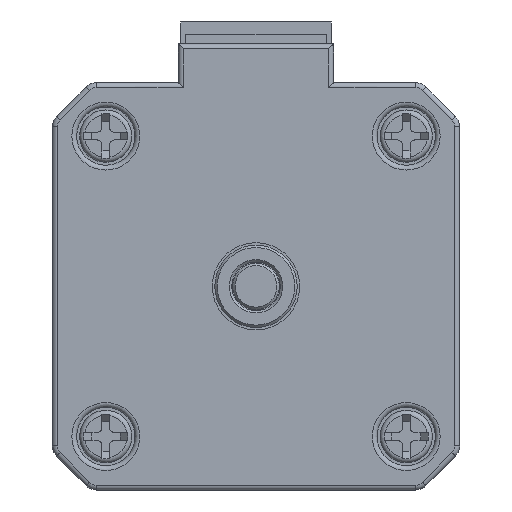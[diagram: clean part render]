
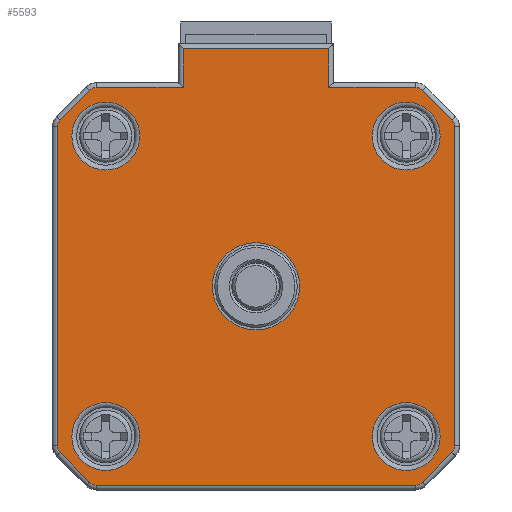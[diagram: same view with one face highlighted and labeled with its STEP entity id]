
A CAD part, front view. The second image highlights one B-rep face of the part: STEP entity #5593.
In plain terms, the highlighted planar face has unit normal (0, -1, 0).
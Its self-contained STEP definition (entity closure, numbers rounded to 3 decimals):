
#166=FACE_BOUND('',#735,.T.);
#167=FACE_BOUND('',#736,.T.);
#168=FACE_BOUND('',#737,.T.);
#169=FACE_BOUND('',#738,.T.);
#170=FACE_BOUND('',#739,.T.);
#190=PLANE('',#5956);
#415=FACE_OUTER_BOUND('',#734,.T.);
#734=EDGE_LOOP('',(#3759,#3760,#3761,#3762,#3763,#3764,#3765,#3766,#3767,
#3768,#3769,#3770,#3771,#3772,#3773,#3774,#3775,#3776,#3777,#3778));
#735=EDGE_LOOP('',(#3779,#3780));
#736=EDGE_LOOP('',(#3781,#3782));
#737=EDGE_LOOP('',(#3783));
#738=EDGE_LOOP('',(#3784,#3785));
#739=EDGE_LOOP('',(#3786,#3787));
#1087=CIRCLE('',#5951,3.5);
#1091=CIRCLE('',#5955,3.5);
#1092=CIRCLE('',#5957,1.);
#1093=CIRCLE('',#5958,1.);
#1094=CIRCLE('',#5959,1.);
#1095=CIRCLE('',#5960,1.);
#1096=CIRCLE('',#5961,1.);
#1097=CIRCLE('',#5962,1.);
#1098=CIRCLE('',#5963,1.);
#1099=CIRCLE('',#5964,1.);
#1100=CIRCLE('',#5965,3.5);
#1101=CIRCLE('',#5966,3.5);
#1102=CIRCLE('',#5967,3.5);
#1103=CIRCLE('',#5968,3.5);
#1104=CIRCLE('',#5969,4.5);
#1105=CIRCLE('',#5970,3.5);
#1106=CIRCLE('',#5971,3.5);
#1277=LINE('',#8135,#1823);
#1278=LINE('',#8137,#1824);
#1279=LINE('',#8139,#1825);
#1280=LINE('',#8141,#1826);
#1281=LINE('',#8145,#1827);
#1282=LINE('',#8149,#1828);
#1283=LINE('',#8153,#1829);
#1284=LINE('',#8157,#1830);
#1285=LINE('',#8161,#1831);
#1286=LINE('',#8165,#1832);
#1287=LINE('',#8169,#1833);
#1288=LINE('',#8172,#1834);
#1823=VECTOR('',#6549,10.);
#1824=VECTOR('',#6550,10.);
#1825=VECTOR('',#6551,10.);
#1826=VECTOR('',#6552,10.);
#1827=VECTOR('',#6555,10.);
#1828=VECTOR('',#6558,10.);
#1829=VECTOR('',#6561,10.);
#1830=VECTOR('',#6564,10.);
#1831=VECTOR('',#6567,10.);
#1832=VECTOR('',#6570,10.);
#1833=VECTOR('',#6573,10.);
#1834=VECTOR('',#6576,10.);
#2390=VERTEX_POINT('',#8123);
#2391=VERTEX_POINT('',#8124);
#2394=VERTEX_POINT('',#8133);
#2395=VERTEX_POINT('',#8134);
#2396=VERTEX_POINT('',#8136);
#2397=VERTEX_POINT('',#8138);
#2398=VERTEX_POINT('',#8140);
#2399=VERTEX_POINT('',#8142);
#2400=VERTEX_POINT('',#8144);
#2401=VERTEX_POINT('',#8146);
#2402=VERTEX_POINT('',#8148);
#2403=VERTEX_POINT('',#8150);
#2404=VERTEX_POINT('',#8152);
#2405=VERTEX_POINT('',#8154);
#2406=VERTEX_POINT('',#8156);
#2407=VERTEX_POINT('',#8158);
#2408=VERTEX_POINT('',#8160);
#2409=VERTEX_POINT('',#8162);
#2410=VERTEX_POINT('',#8164);
#2411=VERTEX_POINT('',#8166);
#2412=VERTEX_POINT('',#8168);
#2413=VERTEX_POINT('',#8170);
#2414=VERTEX_POINT('',#8173);
#2415=VERTEX_POINT('',#8174);
#2416=VERTEX_POINT('',#8177);
#2417=VERTEX_POINT('',#8178);
#2418=VERTEX_POINT('',#8181);
#2419=VERTEX_POINT('',#8183);
#2420=VERTEX_POINT('',#8184);
#2922=EDGE_CURVE('',#2390,#2391,#1087,.T.);
#2926=EDGE_CURVE('',#2391,#2390,#1091,.T.);
#2927=EDGE_CURVE('',#2394,#2395,#1277,.T.);
#2928=EDGE_CURVE('',#2396,#2394,#1278,.T.);
#2929=EDGE_CURVE('',#2397,#2396,#1279,.T.);
#2930=EDGE_CURVE('',#2398,#2397,#1280,.T.);
#2931=EDGE_CURVE('',#2399,#2398,#1092,.T.);
#2932=EDGE_CURVE('',#2400,#2399,#1281,.T.);
#2933=EDGE_CURVE('',#2401,#2400,#1093,.T.);
#2934=EDGE_CURVE('',#2402,#2401,#1282,.T.);
#2935=EDGE_CURVE('',#2403,#2402,#1094,.T.);
#2936=EDGE_CURVE('',#2404,#2403,#1283,.T.);
#2937=EDGE_CURVE('',#2405,#2404,#1095,.T.);
#2938=EDGE_CURVE('',#2406,#2405,#1284,.T.);
#2939=EDGE_CURVE('',#2407,#2406,#1096,.T.);
#2940=EDGE_CURVE('',#2408,#2407,#1285,.T.);
#2941=EDGE_CURVE('',#2409,#2408,#1097,.T.);
#2942=EDGE_CURVE('',#2410,#2409,#1286,.T.);
#2943=EDGE_CURVE('',#2411,#2410,#1098,.T.);
#2944=EDGE_CURVE('',#2412,#2411,#1287,.T.);
#2945=EDGE_CURVE('',#2413,#2412,#1099,.T.);
#2946=EDGE_CURVE('',#2395,#2413,#1288,.T.);
#2947=EDGE_CURVE('',#2414,#2415,#1100,.T.);
#2948=EDGE_CURVE('',#2415,#2414,#1101,.T.);
#2949=EDGE_CURVE('',#2416,#2417,#1102,.T.);
#2950=EDGE_CURVE('',#2417,#2416,#1103,.T.);
#2951=EDGE_CURVE('',#2418,#2418,#1104,.T.);
#2952=EDGE_CURVE('',#2419,#2420,#1105,.T.);
#2953=EDGE_CURVE('',#2420,#2419,#1106,.T.);
#3759=ORIENTED_EDGE('',*,*,#2927,.F.);
#3760=ORIENTED_EDGE('',*,*,#2928,.F.);
#3761=ORIENTED_EDGE('',*,*,#2929,.F.);
#3762=ORIENTED_EDGE('',*,*,#2930,.F.);
#3763=ORIENTED_EDGE('',*,*,#2931,.F.);
#3764=ORIENTED_EDGE('',*,*,#2932,.F.);
#3765=ORIENTED_EDGE('',*,*,#2933,.F.);
#3766=ORIENTED_EDGE('',*,*,#2934,.F.);
#3767=ORIENTED_EDGE('',*,*,#2935,.F.);
#3768=ORIENTED_EDGE('',*,*,#2936,.F.);
#3769=ORIENTED_EDGE('',*,*,#2937,.F.);
#3770=ORIENTED_EDGE('',*,*,#2938,.F.);
#3771=ORIENTED_EDGE('',*,*,#2939,.F.);
#3772=ORIENTED_EDGE('',*,*,#2940,.F.);
#3773=ORIENTED_EDGE('',*,*,#2941,.F.);
#3774=ORIENTED_EDGE('',*,*,#2942,.F.);
#3775=ORIENTED_EDGE('',*,*,#2943,.F.);
#3776=ORIENTED_EDGE('',*,*,#2944,.F.);
#3777=ORIENTED_EDGE('',*,*,#2945,.F.);
#3778=ORIENTED_EDGE('',*,*,#2946,.F.);
#3779=ORIENTED_EDGE('',*,*,#2947,.F.);
#3780=ORIENTED_EDGE('',*,*,#2948,.F.);
#3781=ORIENTED_EDGE('',*,*,#2949,.F.);
#3782=ORIENTED_EDGE('',*,*,#2950,.F.);
#3783=ORIENTED_EDGE('',*,*,#2951,.T.);
#3784=ORIENTED_EDGE('',*,*,#2952,.F.);
#3785=ORIENTED_EDGE('',*,*,#2953,.F.);
#3786=ORIENTED_EDGE('',*,*,#2922,.F.);
#3787=ORIENTED_EDGE('',*,*,#2926,.F.);
#5593=ADVANCED_FACE('',(#415,#166,#167,#168,#169,#170),#190,.F.);
#5951=AXIS2_PLACEMENT_3D('',#8125,#6537,#6538);
#5955=AXIS2_PLACEMENT_3D('',#8131,#6545,#6546);
#5956=AXIS2_PLACEMENT_3D('',#8132,#6547,#6548);
#5957=AXIS2_PLACEMENT_3D('',#8143,#6553,#6554);
#5958=AXIS2_PLACEMENT_3D('',#8147,#6556,#6557);
#5959=AXIS2_PLACEMENT_3D('',#8151,#6559,#6560);
#5960=AXIS2_PLACEMENT_3D('',#8155,#6562,#6563);
#5961=AXIS2_PLACEMENT_3D('',#8159,#6565,#6566);
#5962=AXIS2_PLACEMENT_3D('',#8163,#6568,#6569);
#5963=AXIS2_PLACEMENT_3D('',#8167,#6571,#6572);
#5964=AXIS2_PLACEMENT_3D('',#8171,#6574,#6575);
#5965=AXIS2_PLACEMENT_3D('',#8175,#6577,#6578);
#5966=AXIS2_PLACEMENT_3D('',#8176,#6579,#6580);
#5967=AXIS2_PLACEMENT_3D('',#8179,#6581,#6582);
#5968=AXIS2_PLACEMENT_3D('',#8180,#6583,#6584);
#5969=AXIS2_PLACEMENT_3D('',#8182,#6585,#6586);
#5970=AXIS2_PLACEMENT_3D('',#8185,#6587,#6588);
#5971=AXIS2_PLACEMENT_3D('',#8186,#6589,#6590);
#6537=DIRECTION('center_axis',(0.,-1.,0.));
#6538=DIRECTION('ref_axis',(1.,0.,0.));
#6545=DIRECTION('center_axis',(0.,-1.,0.));
#6546=DIRECTION('ref_axis',(1.,0.,0.));
#6547=DIRECTION('center_axis',(0.,1.,0.));
#6548=DIRECTION('ref_axis',(1.,0.,0.));
#6549=DIRECTION('',(0.,0.,-1.));
#6550=DIRECTION('',(1.,0.,0.));
#6551=DIRECTION('',(0.,0.,1.));
#6552=DIRECTION('',(1.,0.,0.));
#6553=DIRECTION('center_axis',(0.,1.,0.));
#6554=DIRECTION('ref_axis',(-0.383,0.,0.924));
#6555=DIRECTION('',(0.707,0.,0.707));
#6556=DIRECTION('center_axis',(0.,1.,0.));
#6557=DIRECTION('ref_axis',(-0.924,0.,0.383));
#6558=DIRECTION('',(0.,0.,1.));
#6559=DIRECTION('center_axis',(0.,1.,0.));
#6560=DIRECTION('ref_axis',(-0.924,0.,-0.383));
#6561=DIRECTION('',(-0.707,0.,0.707));
#6562=DIRECTION('center_axis',(0.,1.,0.));
#6563=DIRECTION('ref_axis',(-0.383,0.,-0.924));
#6564=DIRECTION('',(-1.,0.,0.));
#6565=DIRECTION('center_axis',(0.,1.,0.));
#6566=DIRECTION('ref_axis',(0.383,0.,-0.924));
#6567=DIRECTION('',(-0.707,0.,-0.707));
#6568=DIRECTION('center_axis',(0.,1.,0.));
#6569=DIRECTION('ref_axis',(0.924,0.,-0.383));
#6570=DIRECTION('',(0.,0.,-1.));
#6571=DIRECTION('center_axis',(0.,1.,0.));
#6572=DIRECTION('ref_axis',(0.924,0.,0.383));
#6573=DIRECTION('',(0.707,0.,-0.707));
#6574=DIRECTION('center_axis',(0.,1.,0.));
#6575=DIRECTION('ref_axis',(0.383,0.,0.924));
#6576=DIRECTION('',(1.,0.,0.));
#6577=DIRECTION('center_axis',(0.,-1.,0.));
#6578=DIRECTION('ref_axis',(1.,0.,0.));
#6579=DIRECTION('center_axis',(0.,-1.,0.));
#6580=DIRECTION('ref_axis',(1.,0.,0.));
#6581=DIRECTION('center_axis',(0.,-1.,0.));
#6582=DIRECTION('ref_axis',(1.,0.,0.));
#6583=DIRECTION('center_axis',(0.,-1.,0.));
#6584=DIRECTION('ref_axis',(1.,0.,0.));
#6585=DIRECTION('center_axis',(0.,1.,0.));
#6586=DIRECTION('ref_axis',(1.,0.,0.));
#6587=DIRECTION('center_axis',(0.,-1.,0.));
#6588=DIRECTION('ref_axis',(1.,0.,0.));
#6589=DIRECTION('center_axis',(0.,-1.,0.));
#6590=DIRECTION('ref_axis',(1.,0.,0.));
#8123=CARTESIAN_POINT('',(-18.986,0.,15.486));
#8124=CARTESIAN_POINT('',(-15.486,0.,11.986));
#8125=CARTESIAN_POINT('Origin',(-15.486,0.,15.486));
#8131=CARTESIAN_POINT('Origin',(-15.486,0.,15.486));
#8132=CARTESIAN_POINT('Origin',(0.,0.,2.));
#8133=CARTESIAN_POINT('',(7.5,0.,24.5));
#8134=CARTESIAN_POINT('',(7.5,0.,20.5));
#8135=CARTESIAN_POINT('',(7.5,0.,13.5));
#8136=CARTESIAN_POINT('',(-7.5,0.,24.5));
#8137=CARTESIAN_POINT('',(-4.,0.,24.5));
#8138=CARTESIAN_POINT('',(-7.5,0.,20.5));
#8139=CARTESIAN_POINT('',(-7.5,0.,11.5));
#8140=CARTESIAN_POINT('',(-16.454,0.,20.5));
#8141=CARTESIAN_POINT('',(2.9,0.,20.5));
#8142=CARTESIAN_POINT('',(-17.161,0.,20.207));
#8143=CARTESIAN_POINT('Origin',(-16.454,0.,19.5));
#8144=CARTESIAN_POINT('',(-20.207,0.,17.161));
#8145=CARTESIAN_POINT('',(-19.165,0.,18.203));
#8146=CARTESIAN_POINT('',(-20.5,0.,16.454));
#8147=CARTESIAN_POINT('Origin',(-19.5,0.,16.454));
#8148=CARTESIAN_POINT('',(-20.5,0.,-16.454));
#8149=CARTESIAN_POINT('',(-20.5,0.,-7.538));
#8150=CARTESIAN_POINT('',(-20.207,0.,-17.161));
#8151=CARTESIAN_POINT('Origin',(-19.5,0.,-16.454));
#8152=CARTESIAN_POINT('',(-17.161,0.,-20.207));
#8153=CARTESIAN_POINT('',(-18.203,0.,-19.165));
#8154=CARTESIAN_POINT('',(-16.454,0.,-20.5));
#8155=CARTESIAN_POINT('Origin',(-16.454,0.,-19.5));
#8156=CARTESIAN_POINT('',(16.454,0.,-20.5));
#8157=CARTESIAN_POINT('',(8.538,0.,-20.5));
#8158=CARTESIAN_POINT('',(17.161,0.,-20.207));
#8159=CARTESIAN_POINT('Origin',(16.454,0.,-19.5));
#8160=CARTESIAN_POINT('',(20.207,0.,-17.161));
#8161=CARTESIAN_POINT('',(20.165,0.,-17.203));
#8162=CARTESIAN_POINT('',(20.5,0.,-16.454));
#8163=CARTESIAN_POINT('Origin',(19.5,0.,-16.454));
#8164=CARTESIAN_POINT('',(20.5,0.,16.454));
#8165=CARTESIAN_POINT('',(20.5,0.,9.538));
#8166=CARTESIAN_POINT('',(20.207,0.,17.161));
#8167=CARTESIAN_POINT('Origin',(19.5,0.,16.454));
#8168=CARTESIAN_POINT('',(17.161,0.,20.207));
#8169=CARTESIAN_POINT('',(17.203,0.,20.165));
#8170=CARTESIAN_POINT('',(16.454,0.,20.5));
#8171=CARTESIAN_POINT('Origin',(16.454,0.,19.5));
#8172=CARTESIAN_POINT('',(2.9,0.,20.5));
#8173=CARTESIAN_POINT('',(11.986,0.,15.486));
#8174=CARTESIAN_POINT('',(15.486,0.,11.986));
#8175=CARTESIAN_POINT('Origin',(15.486,0.,15.486));
#8176=CARTESIAN_POINT('Origin',(15.486,0.,15.486));
#8177=CARTESIAN_POINT('',(-18.986,0.,-15.486));
#8178=CARTESIAN_POINT('',(-15.486,0.,-18.986));
#8179=CARTESIAN_POINT('Origin',(-15.486,0.,-15.486));
#8180=CARTESIAN_POINT('Origin',(-15.486,0.,-15.486));
#8181=CARTESIAN_POINT('',(-4.5,0.,0.));
#8182=CARTESIAN_POINT('Origin',(0.,0.,0.));
#8183=CARTESIAN_POINT('',(11.986,0.,-15.486));
#8184=CARTESIAN_POINT('',(15.486,0.,-18.986));
#8185=CARTESIAN_POINT('Origin',(15.486,0.,-15.486));
#8186=CARTESIAN_POINT('Origin',(15.486,0.,-15.486));
